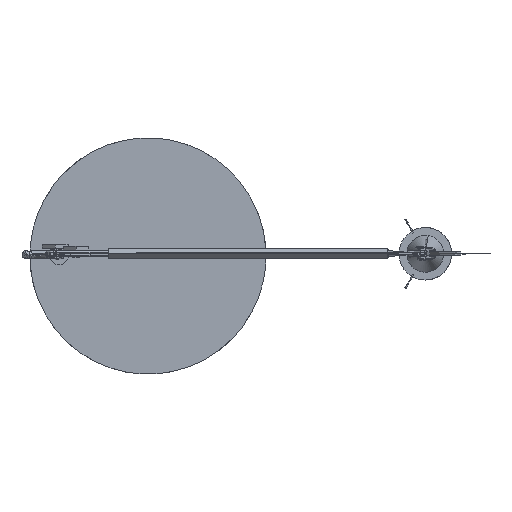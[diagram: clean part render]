
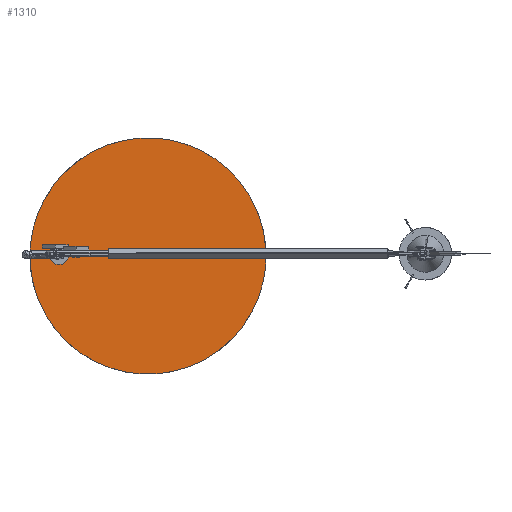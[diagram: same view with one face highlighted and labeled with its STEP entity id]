
A CAD part, top view. The second image highlights one B-rep face of the part: STEP entity #1310.
In plain terms, the highlighted planar face has unit normal (0, 0, 1).
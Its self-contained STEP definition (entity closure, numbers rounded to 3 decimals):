
#369=PLANE($,#12121);
#1310=ADVANCED_FACE($,(#1943),#369,.T.);
#1943=FACE_OUTER_BOUND($,#2608,.T.);
#2608=EDGE_LOOP($,(#5817,#5818));
#5817=ORIENTED_EDGE($,*,*,#7842,.T.);
#5818=ORIENTED_EDGE($,*,*,#7843,.T.);
#7842=EDGE_CURVE($,#9413,#9414,#10811,.T.);
#7843=EDGE_CURVE($,#9414,#9413,#10812,.T.);
#9413=VERTEX_POINT($,#33741);
#9414=VERTEX_POINT($,#33742);
#10811=(
BOUNDED_CURVE()
B_SPLINE_CURVE(2,(#33730,#33731,#33732,#33733,#33734),.UNSPECIFIED.,.F.,
.F.)
B_SPLINE_CURVE_WITH_KNOTS((3,2,3),(0.,259.195,518.39),.UNSPECIFIED.)
CURVE()
GEOMETRIC_REPRESENTATION_ITEM()
RATIONAL_B_SPLINE_CURVE((1.,0.707,1.,0.707,1.))
REPRESENTATION_ITEM($)
);
#10812=(
BOUNDED_CURVE()
B_SPLINE_CURVE(2,(#33735,#33736,#33737,#33738,#33739),.UNSPECIFIED.,.F.,
.F.)
B_SPLINE_CURVE_WITH_KNOTS((3,2,3),(518.39,777.585,1036.78),
.UNSPECIFIED.)
CURVE()
GEOMETRIC_REPRESENTATION_ITEM()
RATIONAL_B_SPLINE_CURVE((1.,0.707,1.,0.707,1.))
REPRESENTATION_ITEM($)
);
#12121=AXIS2_PLACEMENT_3D($,#33740,#12279,$);
#12279=DIRECTION($,(0.,0.,1.));
#33730=CARTESIAN_POINT($,(223.474,-0.003,53.855));
#33731=CARTESIAN_POINT($,(221.783,164.997,53.855));
#33732=CARTESIAN_POINT($,(56.783,163.306,53.855));
#33733=CARTESIAN_POINT($,(-108.217,161.615,53.855));
#33734=CARTESIAN_POINT($,(-106.526,-3.385,53.855));
#33735=CARTESIAN_POINT($,(-106.526,-3.385,53.855));
#33736=CARTESIAN_POINT($,(-104.835,-168.385,53.855));
#33737=CARTESIAN_POINT($,(60.165,-166.694,53.855));
#33738=CARTESIAN_POINT($,(225.165,-165.003,53.855));
#33739=CARTESIAN_POINT($,(223.474,-0.003,53.855));
#33740=CARTESIAN_POINT($,(-109.835,-170.003,53.855));
#33741=CARTESIAN_POINT($,(223.474,-0.003,53.855));
#33742=CARTESIAN_POINT($,(-106.526,-3.385,53.855));
